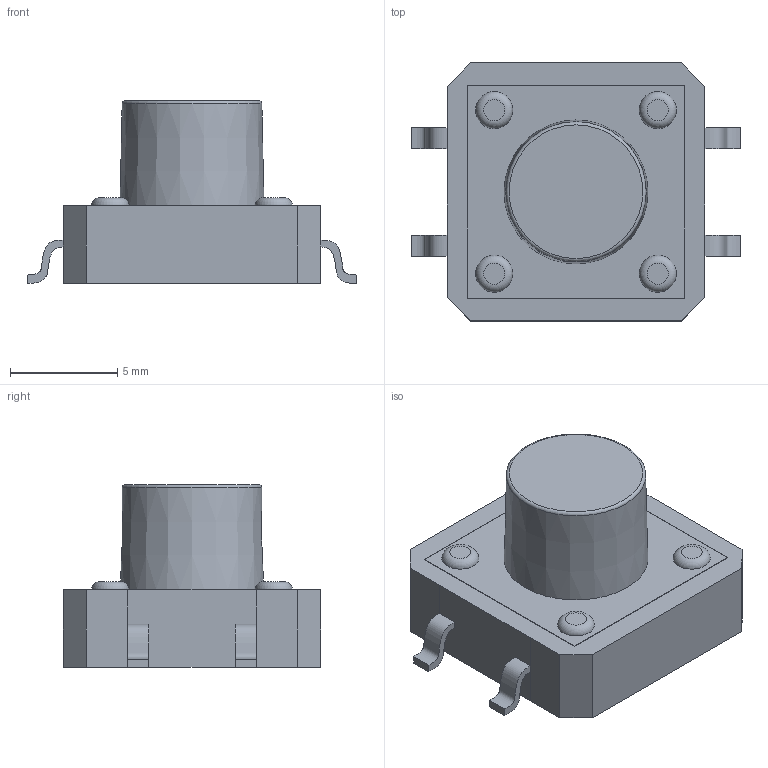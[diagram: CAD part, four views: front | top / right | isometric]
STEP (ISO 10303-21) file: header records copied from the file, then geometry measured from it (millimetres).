
FILE_DESCRIPTION(/* description */ ('STEP AP242','CAx-IF Rec.Pracs.---Representation and Presentation of Product Manufacturing Information (PMI)---4.0---2014-10-13','CAx-IF Rec.Pracs.---3D Tessellated Geometry---0.4---2014-09-14','2;1'),/* implementation_level */ '2;1');
FILE_NAME(/* name */ '66c10ef2967e90136a4a69d9',/* time_stamp */ '2024-08-17T20:58:27Z',/* author */ (''),/* organization */ (''),/* preprocessor_version */ 'ST-DEVELOPER v20',/* originating_system */ ' ',/* authorisation */ ' ');
FILE_SCHEMA (('AP242_MANAGED_MODEL_BASED_3D_ENGINEERING_MIM_LF { 1 0 10303 442 1 1 4 }'));
Length unit declared in the file: metre
Products named in the file (1): Tactal Switch - SMD (12mmx12mmx_mm)
Bounding box: 15.37 x 12.01 x 8.5 mm (x, y, z)
Volume: 686.5 mm3; surface area: 614.7 mm2
Topology: 1 solids, 21 shells, 230 faces, 530 edges, 348 vertices
Faces by surface type: plane 177, bspline 47, torus 5, cone 1
Entity records: 7862 total; most frequent: CARTESIAN_POINT 2780, ORIENTED_EDGE 1038, DIRECTION 804, EDGE_CURVE 519, LINE 414, VECTOR 414, VERTEX_POINT 347, EDGE_LOOP 258
